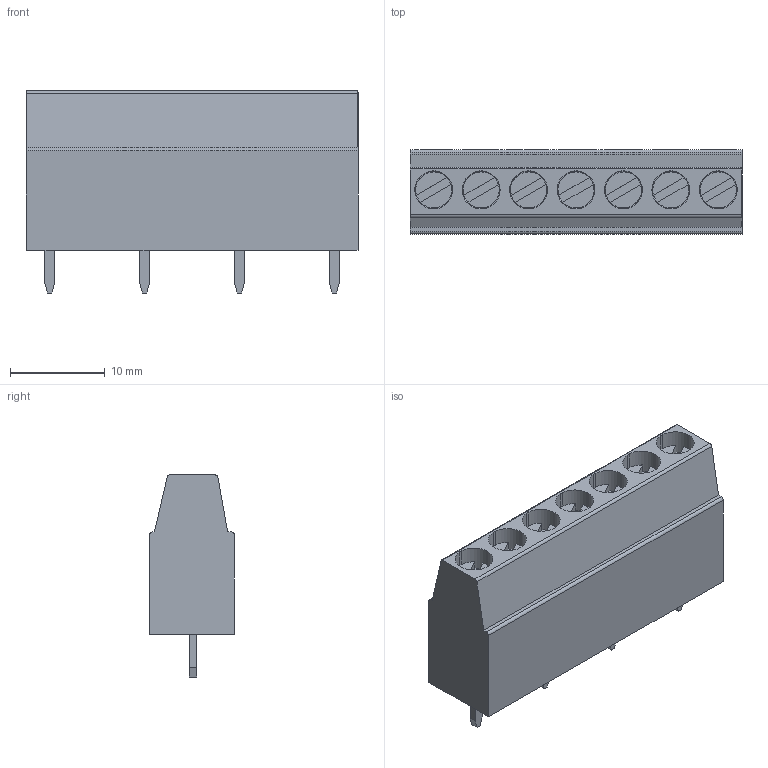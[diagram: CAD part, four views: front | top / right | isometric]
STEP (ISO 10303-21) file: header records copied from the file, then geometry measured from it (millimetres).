
FILE_DESCRIPTION( ( 'STEP AP214' ), '1' );
FILE_NAME( ' ', ' ', ( ' ' ), ( ' ' ), 'PSStep 11.0', 'VISI 17.0', ' ' );
FILE_SCHEMA( ( 'AUTOMOTIVE_DESIGN { 1 0 10303 214 1 1 1 1 }' ) );
Length unit declared in the file: millimetre
Products named in the file (1): 1
Bounding box: 35 x 8.9 x 21.3 mm (x, y, z)
Volume: 4070.1 mm3; surface area: 3195.1 mm2
Topology: 1 solids, 1 shells, 228 faces, 586 edges, 392 vertices
Faces by surface type: plane 189, cylinder 32, cone 7
Full cylindrical faces by diameter (mm): 2.6 x7, 2.85 x7, 3.8 x7
Entity records: 8387 total; most frequent: CARTESIAN_POINT 1153, DIRECTION 1082, ORIENTED_EDGE 1074, EDGE_CURVE 537, LINE 430, VECTOR 430, VERTEX_POINT 371, AXIS2_PLACEMENT_3D 326
